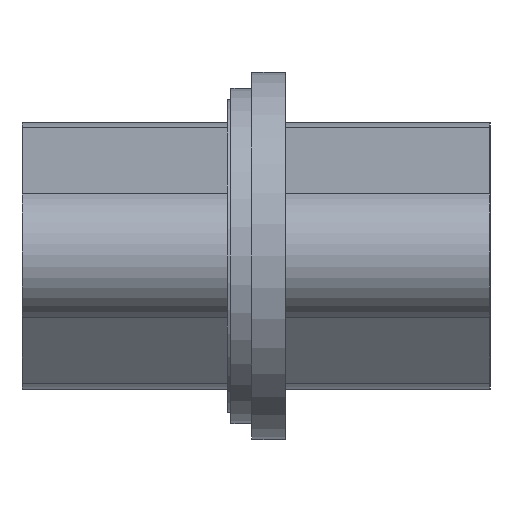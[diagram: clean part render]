
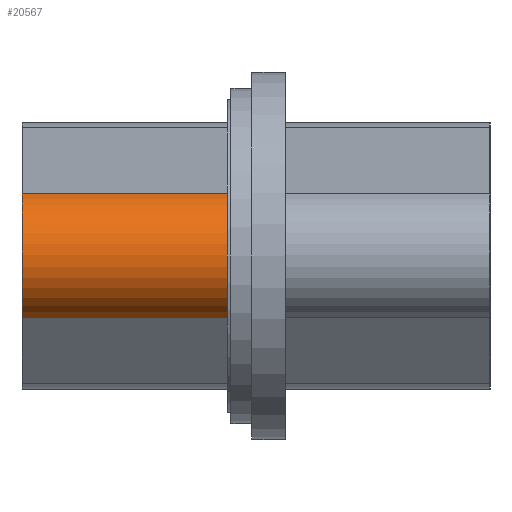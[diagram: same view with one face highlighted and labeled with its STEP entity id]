
A CAD part, left-side view. The second image highlights one B-rep face of the part: STEP entity #20567.
In plain terms, the highlighted cylindrical face has radius 2.388 mm (diameter 4.775 mm), a partial arc.
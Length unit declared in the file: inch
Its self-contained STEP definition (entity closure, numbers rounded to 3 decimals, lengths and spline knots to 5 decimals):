
#70 = AXIS2_PLACEMENT_3D ( 'NONE', #2893, #34034, #12827 ) ;
#2893 = CARTESIAN_POINT ( 'NONE',  ( -0.926, -0.038, 0. ) ) ;
#3157 = DIRECTION ( 'NONE',  ( 0., 0., 1. ) ) ;
#6245 = ORIENTED_EDGE ( 'NONE', *, *, #12055, .F. ) ;
#6609 = ORIENTED_EDGE ( 'NONE', *, *, #16196, .F. ) ;
#9228 = VECTOR ( 'NONE', #41094, 39.37008 ) ;
#10819 = CARTESIAN_POINT ( 'NONE',  ( -0.95694, -0.038, 0.08876 ) ) ;
#12055 = EDGE_CURVE ( 'Defeatured_0_16+Defeatured_0_15+Defeatured_0_6+Defeatured_0_0', #40935, #27635, #30194, .T. ) ;
#12827 = DIRECTION ( 'NONE',  ( 0., 0., 1. ) ) ;
#13361 = DIRECTION ( 'NONE',  ( 0., 1., 0. ) ) ;
#13580 = CARTESIAN_POINT ( 'NONE',  ( -0.95931, -0.038, -0.0879 ) ) ;
#16196 = EDGE_CURVE ( 'Defeatured_0_0+Defeatured_0_15+Defeatured_0_16+Defeatured_0_14', #27635, #41600, #41048, .T. ) ;
#16231 = EDGE_CURVE ( 'Defeatured_0_15+Defeatured_0_6+Defeatured_0_16+Defeatured_0_14', #40935, #37390, #26251, .T. ) ;
#16360 = CARTESIAN_POINT ( 'NONE',  ( -0.926, 0.256, 0. ) ) ;
#19315 = FACE_OUTER_BOUND ( 'NONE', #24052, .T. ) ;
#19539 = DIRECTION ( 'NONE',  ( 0., 1., 0. ) ) ;
#19959 = CARTESIAN_POINT ( 'NONE',  ( -0.926, -0.038, 0. ) ) ;
#20567 = ADVANCED_FACE ( 'Defeatured_0_15', ( #19315 ), #32343, .T. ) ;
#21979 = AXIS2_PLACEMENT_3D ( 'NONE', #16360, #36902, #30538 ) ;
#22812 = CARTESIAN_POINT ( 'NONE',  ( -0.95694, 0.256, 0.08876 ) ) ;
#24052 = EDGE_LOOP ( 'NONE', ( #6609, #6245, #25817, #37605 ) ) ;
#25465 = VECTOR ( 'NONE', #13361, 39.37008 ) ;
#25817 = ORIENTED_EDGE ( 'NONE', *, *, #16231, .T. ) ;
#26251 = CIRCLE ( 'NONE', #70, 0.094 ) ;
#27635 = VERTEX_POINT ( 'NONE', #33727 ) ;
#30194 = LINE ( 'NONE', #43644, #25465 ) ;
#30538 = DIRECTION ( 'NONE',  ( 0., 0., 1. ) ) ;
#30559 = EDGE_CURVE ( 'Defeatured_0_15+Defeatured_0_14+Defeatured_0_6+Defeatured_0_0', #37390, #41600, #34228, .T. ) ;
#32343 = CYLINDRICAL_SURFACE ( 'NONE', #35587, 0.094 ) ;
#32759 = CARTESIAN_POINT ( 'NONE',  ( -0.95694, -0.038, 0.08876 ) ) ;
#33727 = CARTESIAN_POINT ( 'NONE',  ( -0.95931, 0.256, -0.0879 ) ) ;
#34034 = DIRECTION ( 'NONE',  ( 0., 1., 0. ) ) ;
#34228 = LINE ( 'NONE', #10819, #9228 ) ;
#35587 = AXIS2_PLACEMENT_3D ( 'NONE', #19959, #19539, #3157 ) ;
#36902 = DIRECTION ( 'NONE',  ( 0., 1., 0. ) ) ;
#37390 = VERTEX_POINT ( 'NONE', #32759 ) ;
#37605 = ORIENTED_EDGE ( 'NONE', *, *, #30559, .T. ) ;
#40935 = VERTEX_POINT ( 'NONE', #13580 ) ;
#41048 = CIRCLE ( 'NONE', #21979, 0.094 ) ;
#41094 = DIRECTION ( 'NONE',  ( 0., 1., 0. ) ) ;
#41600 = VERTEX_POINT ( 'NONE', #22812 ) ;
#43644 = CARTESIAN_POINT ( 'NONE',  ( -0.95931, -0.038, -0.0879 ) ) ;
